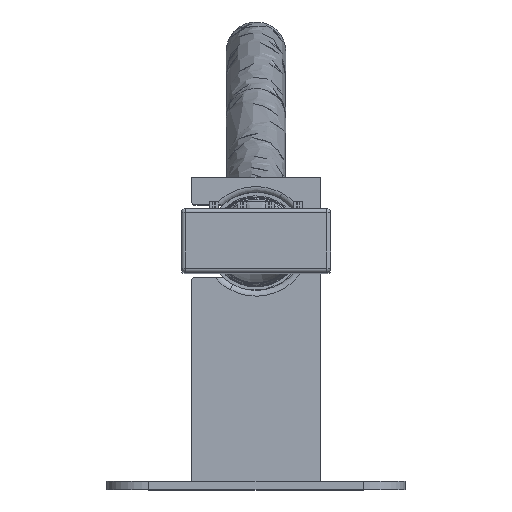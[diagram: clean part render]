
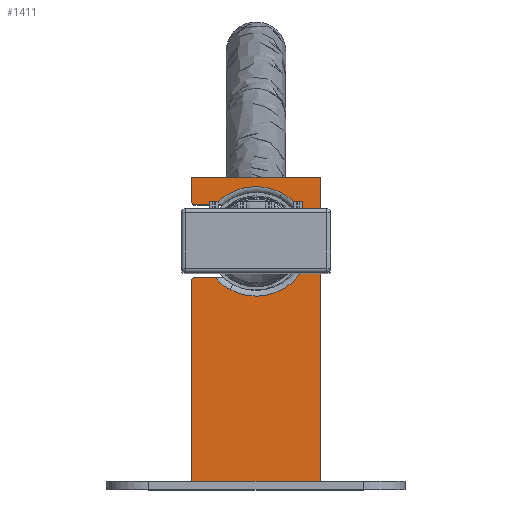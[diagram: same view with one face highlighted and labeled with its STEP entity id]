
A CAD part, top view. The second image highlights one B-rep face of the part: STEP entity #1411.
In plain terms, the highlighted planar face has unit normal (0, 0, 1).
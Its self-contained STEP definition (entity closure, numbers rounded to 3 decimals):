
#1282=CARTESIAN_POINT('Line Origine',(-14.75,-6.25,8.5)) ;
#1286=CARTESIAN_POINT('Vertex',(-14.5,-6.5,8.5)) ;
#1288=CARTESIAN_POINT('Vertex',(-15.,-6.,8.5)) ;
#1317=CARTESIAN_POINT('Axis2P3D Location',(15.,0.,8.5)) ;
#1322=CARTESIAN_POINT('Line Origine',(-12.034,-6.5,8.5)) ;
#1326=CARTESIAN_POINT('Vertex',(-9.568,-6.5,8.5)) ;
#1329=CARTESIAN_POINT('Axis2P3D Location',(0.,-15.,8.5)) ;
#1333=CARTESIAN_POINT('Vertex',(6.136,-3.768,8.5)) ;
#1336=CARTESIAN_POINT('Axis2P3D Location',(0.,-15.,8.5)) ;
#1340=CARTESIAN_POINT('Vertex',(-6.136,-26.232,8.5)) ;
#1343=CARTESIAN_POINT('Axis2P3D Location',(0.,-15.,8.5)) ;
#1347=CARTESIAN_POINT('Vertex',(-9.568,-23.5,8.5)) ;
#1350=CARTESIAN_POINT('Line Origine',(-12.034,-23.5,8.5)) ;
#1354=CARTESIAN_POINT('Vertex',(-14.5,-23.5,8.5)) ;
#1357=CARTESIAN_POINT('Line Origine',(-14.75,-23.75,8.5)) ;
#1361=CARTESIAN_POINT('Vertex',(-15.,-24.,8.5)) ;
#1364=CARTESIAN_POINT('Line Origine',(-15.,-47.5,8.5)) ;
#1368=CARTESIAN_POINT('Vertex',(-15.,-71.,8.5)) ;
#1371=CARTESIAN_POINT('Line Origine',(0.,-71.,8.5)) ;
#1375=CARTESIAN_POINT('Vertex',(15.,-71.,8.5)) ;
#1378=CARTESIAN_POINT('Line Origine',(15.,-35.5,8.5)) ;
#1382=CARTESIAN_POINT('Vertex',(15.,0.,8.5)) ;
#1385=CARTESIAN_POINT('Line Origine',(0.,0.,8.5)) ;
#1389=CARTESIAN_POINT('Vertex',(-15.,0.,8.5)) ;
#1392=CARTESIAN_POINT('Line Origine',(-15.,-3.,8.5)) ;
#1283=DIRECTION('Vector Direction',(-0.707,0.707,0.)) ;
#1318=DIRECTION('Axis2P3D Direction',(0.,0.,1.)) ;
#1319=DIRECTION('Axis2P3D XDirection',(-1.,0.,0.)) ;
#1323=DIRECTION('Vector Direction',(1.,0.,0.)) ;
#1330=DIRECTION('Axis2P3D Direction',(0.,0.,1.)) ;
#1337=DIRECTION('Axis2P3D Direction',(0.,0.,1.)) ;
#1344=DIRECTION('Axis2P3D Direction',(0.,0.,1.)) ;
#1351=DIRECTION('Vector Direction',(1.,0.,0.)) ;
#1358=DIRECTION('Vector Direction',(0.707,0.707,0.)) ;
#1365=DIRECTION('Vector Direction',(0.,-1.,0.)) ;
#1372=DIRECTION('Vector Direction',(-1.,0.,0.)) ;
#1379=DIRECTION('Vector Direction',(0.,-1.,0.)) ;
#1386=DIRECTION('Vector Direction',(-1.,0.,0.)) ;
#1393=DIRECTION('Vector Direction',(0.,-1.,0.)) ;
#1320=AXIS2_PLACEMENT_3D('Plane Axis2P3D',#1317,#1318,#1319) ;
#1331=AXIS2_PLACEMENT_3D('Circle Axis2P3D',#1329,#1330,$) ;
#1338=AXIS2_PLACEMENT_3D('Circle Axis2P3D',#1336,#1337,$) ;
#1345=AXIS2_PLACEMENT_3D('Circle Axis2P3D',#1343,#1344,$) ;
#1398=ORIENTED_EDGE('',*,*,#1328,.T.) ;
#1399=ORIENTED_EDGE('',*,*,#1335,.T.) ;
#1400=ORIENTED_EDGE('',*,*,#1342,.T.) ;
#1401=ORIENTED_EDGE('',*,*,#1349,.T.) ;
#1402=ORIENTED_EDGE('',*,*,#1356,.F.) ;
#1403=ORIENTED_EDGE('',*,*,#1363,.F.) ;
#1404=ORIENTED_EDGE('',*,*,#1370,.T.) ;
#1405=ORIENTED_EDGE('',*,*,#1377,.F.) ;
#1406=ORIENTED_EDGE('',*,*,#1384,.F.) ;
#1407=ORIENTED_EDGE('',*,*,#1391,.F.) ;
#1408=ORIENTED_EDGE('',*,*,#1396,.T.) ;
#1409=ORIENTED_EDGE('',*,*,#1290,.F.) ;
#1284=VECTOR('Line Direction',#1283,1.) ;
#1324=VECTOR('Line Direction',#1323,1.) ;
#1352=VECTOR('Line Direction',#1351,1.) ;
#1359=VECTOR('Line Direction',#1358,1.) ;
#1366=VECTOR('Line Direction',#1365,1.) ;
#1373=VECTOR('Line Direction',#1372,1.) ;
#1380=VECTOR('Line Direction',#1379,1.) ;
#1387=VECTOR('Line Direction',#1386,1.) ;
#1394=VECTOR('Line Direction',#1393,1.) ;
#1411=ADVANCED_FACE('PartBody',(#1410),#1321,.T.) ;
#1332=CIRCLE('generated circle',#1331,12.799) ;
#1339=CIRCLE('generated circle',#1338,12.799) ;
#1346=CIRCLE('generated circle',#1345,12.799) ;
#1290=EDGE_CURVE('',#1287,#1289,#1285,.T.) ;
#1328=EDGE_CURVE('',#1287,#1327,#1325,.T.) ;
#1335=EDGE_CURVE('',#1327,#1334,#1332,.F.) ;
#1342=EDGE_CURVE('',#1334,#1341,#1339,.F.) ;
#1349=EDGE_CURVE('',#1341,#1348,#1346,.F.) ;
#1356=EDGE_CURVE('',#1355,#1348,#1353,.T.) ;
#1363=EDGE_CURVE('',#1362,#1355,#1360,.T.) ;
#1370=EDGE_CURVE('',#1362,#1369,#1367,.T.) ;
#1377=EDGE_CURVE('',#1376,#1369,#1374,.T.) ;
#1384=EDGE_CURVE('',#1383,#1376,#1381,.T.) ;
#1391=EDGE_CURVE('',#1390,#1383,#1388,.F.) ;
#1396=EDGE_CURVE('',#1390,#1289,#1395,.T.) ;
#1397=EDGE_LOOP('',(#1398,#1399,#1400,#1401,#1402,#1403,#1404,#1405,#1406,#1407,#1408,#1409)) ;
#1410=FACE_OUTER_BOUND('',#1397,.T.) ;
#1285=LINE('Line',#1282,#1284) ;
#1325=LINE('Line',#1322,#1324) ;
#1353=LINE('Line',#1350,#1352) ;
#1360=LINE('Line',#1357,#1359) ;
#1367=LINE('Line',#1364,#1366) ;
#1374=LINE('Line',#1371,#1373) ;
#1381=LINE('Line',#1378,#1380) ;
#1388=LINE('Line',#1385,#1387) ;
#1395=LINE('Line',#1392,#1394) ;
#1321=PLANE('',#1320) ;
#1287=VERTEX_POINT('',#1286) ;
#1289=VERTEX_POINT('',#1288) ;
#1327=VERTEX_POINT('',#1326) ;
#1334=VERTEX_POINT('',#1333) ;
#1341=VERTEX_POINT('',#1340) ;
#1348=VERTEX_POINT('',#1347) ;
#1355=VERTEX_POINT('',#1354) ;
#1362=VERTEX_POINT('',#1361) ;
#1369=VERTEX_POINT('',#1368) ;
#1376=VERTEX_POINT('',#1375) ;
#1383=VERTEX_POINT('',#1382) ;
#1390=VERTEX_POINT('',#1389) ;
